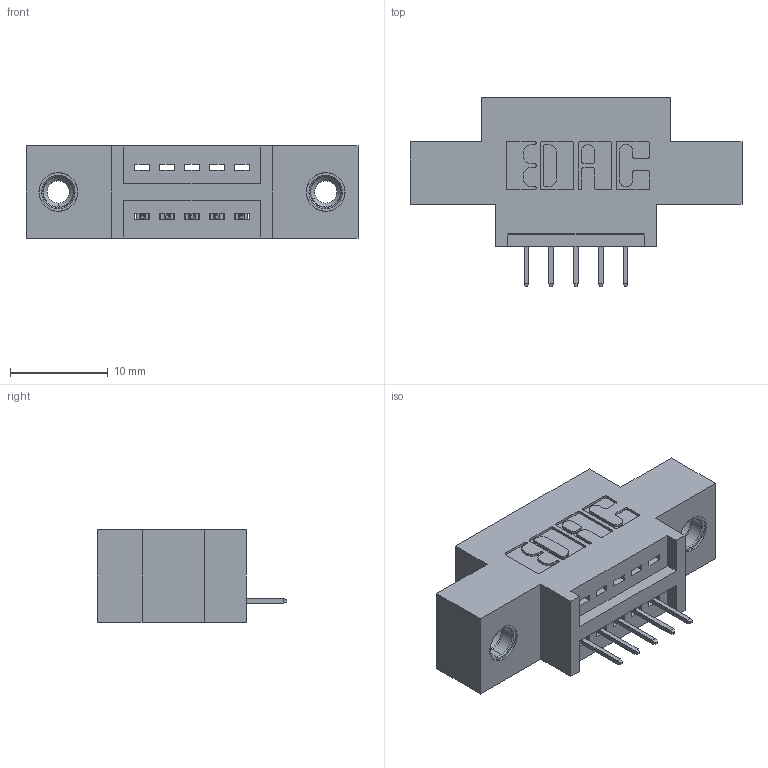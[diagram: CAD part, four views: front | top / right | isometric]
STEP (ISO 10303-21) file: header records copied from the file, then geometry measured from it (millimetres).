
FILE_DESCRIPTION (( 'STEP AP203' ), '1' );
FILE_NAME ('395-005-524-608.STEP', '2018-10-23T17:58:04', ( '' ), ( '' ), 'SwSTEP 2.0', 'SolidWorks 2016', '' );
FILE_SCHEMA (( 'CONFIG_CONTROL_DESIGN' ));
Length unit declared in the file: inch
Products named in the file (4): 345-292-001_345-293-124; 395-005-524-608; 345-250-001_345-250-003-102; 345 Part_0.170 Offset - 0.156 Dia-TI
Assembly tree (8 placements, depth 2):
  395-005-524-608
    345 Part_0.170 Offset - 0.156 Dia-TI
    345-292-001_345-293-124  x5
    345-250-001_345-250-003-102  x2
Bounding box: 33.91 x 19.35 x 9.4 mm (x, y, z)
Volume: 2778 mm3; surface area: 3271.3 mm2
Topology: 8 solids, 8 shells, 500 faces, 1389 edges, 898 vertices
Faces by surface type: plane 346, cylinder 138, cone 12, torus 4
Entity records: 10136 total; most frequent: CARTESIAN_POINT 1738, ORIENTED_EDGE 1670, DIRECTION 1599, EDGE_CURVE 835, LINE 667, VECTOR 667, VERTEX_POINT 548, AXIS2_PLACEMENT_3D 466
